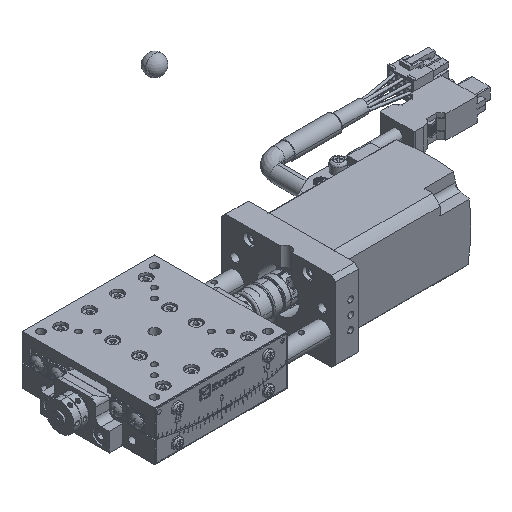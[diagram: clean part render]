
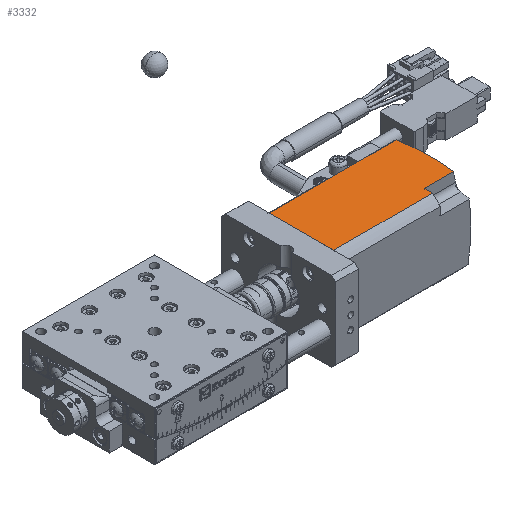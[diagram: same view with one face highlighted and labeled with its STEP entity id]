
A CAD part, isometric view. The second image highlights one B-rep face of the part: STEP entity #3332.
In plain terms, the highlighted planar face has unit normal (0, 0, 1).
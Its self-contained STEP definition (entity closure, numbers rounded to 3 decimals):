
#3332=ADVANCED_FACE('',(#34522),#34521,.F.);
#34521=PLANE('',#55636);
#34522=FACE_OUTER_BOUND('',#55637,.T.);
#55633=CARTESIAN_POINT('',(70.539,20.365,32.85));
#55634=DIRECTION('',(0.,0.,-1.));
#55635=DIRECTION('',(1.,0.,0.));
#55636=AXIS2_PLACEMENT_3D('',#55633,#55634,#55635);
#55637=EDGE_LOOP('',(#71217,#71218,#71219,#71220,#71221,#71222));
#71217=ORIENTED_EDGE('',*,*,#79142,.T.);
#71218=ORIENTED_EDGE('',*,*,#79149,.T.);
#71219=ORIENTED_EDGE('',*,*,#79139,.T.);
#71220=ORIENTED_EDGE('',*,*,#79134,.T.);
#71221=ORIENTED_EDGE('',*,*,#79150,.T.);
#71222=ORIENTED_EDGE('',*,*,#79089,.T.);
#79089=EDGE_CURVE('',#129371,#129364,#129372,.T.);
#79134=EDGE_CURVE('',#129665,#129658,#129666,.T.);
#79139=EDGE_CURVE('',#129698,#129665,#129699,.T.);
#79142=EDGE_CURVE('',#129364,#129711,#129718,.T.);
#79149=EDGE_CURVE('',#129711,#129698,#129763,.T.);
#79150=EDGE_CURVE('',#129658,#129371,#129769,.T.);
#129364=VERTEX_POINT('',#163822);
#129371=VERTEX_POINT('',#163827);
#129372=CIRCLE('',#163831,97.77);
#129658=VERTEX_POINT('',#164153);
#129665=VERTEX_POINT('',#164157);
#129666=LINE('',#164158,#164159);
#129698=VERTEX_POINT('',#164177);
#129699=LINE('',#164178,#164179);
#129711=VERTEX_POINT('',#164185);
#129718=LINE('',#164190,#164191);
#129763=LINE('',#164216,#164217);
#129769=LINE('',#164219,#164220);
#163822=CARTESIAN_POINT('',(144.509,16.971,32.85));
#163827=CARTESIAN_POINT('',(145.178,-12.6,32.85));
#163828=CARTESIAN_POINT('',(48.223,0.,32.85));
#163829=DIRECTION('',(0.,0.,1.));
#163830=DIRECTION('',(-0.992,0.129,0.));
#163831=AXIS2_PLACEMENT_3D('',#163828,#163829,#163830);
#164153=CARTESIAN_POINT('',(129.7,-12.6,32.85));
#164157=CARTESIAN_POINT('',(129.7,-16.971,32.85));
#164158=CARTESIAN_POINT('',(129.7,-16.971,32.85));
#164159=VECTOR('',#164160,4.371);
#164160=DIRECTION('',(0.,1.,0.));
#164177=CARTESIAN_POINT('',(77.5,-16.971,32.85));
#164178=CARTESIAN_POINT('',(77.5,-16.971,32.85));
#164179=VECTOR('',#164180,52.2);
#164180=DIRECTION('',(1.,0.,0.));
#164185=CARTESIAN_POINT('',(77.5,16.971,32.85));
#164190=CARTESIAN_POINT('',(144.509,16.971,32.85));
#164191=VECTOR('',#164192,67.009);
#164192=DIRECTION('',(-1.,0.,0.));
#164216=CARTESIAN_POINT('',(77.5,16.971,32.85));
#164217=VECTOR('',#164218,33.941);
#164218=DIRECTION('',(0.,-1.,0.));
#164219=CARTESIAN_POINT('',(129.7,-12.6,32.85));
#164220=VECTOR('',#164221,15.478);
#164221=DIRECTION('',(1.,0.,0.));
